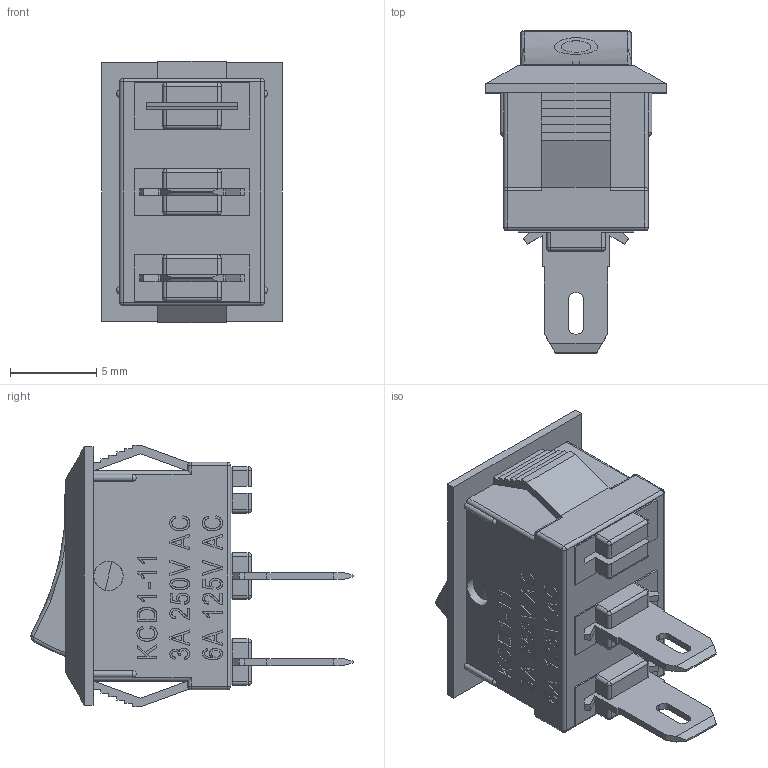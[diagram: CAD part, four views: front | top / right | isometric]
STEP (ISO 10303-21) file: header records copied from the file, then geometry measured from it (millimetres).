
FILE_DESCRIPTION(('STEP AP242'), '1');
FILE_NAME('KCD1-11', '', ('UNSPECIFIED'), ('UNSPECIFIED'), 'C3D Converter', 'C3D Toolkit', '');
FILE_SCHEMA(('AP242_MANAGED_MODEL_BASED_3D_ENGINEERING_MIM_LF { 1 0 10303 442 1 1 4 }'));
Length unit declared in the file: millimetre
Products named in the file (5): KCD1-11-3P-On; KCD1-11_Base-3P
Assembly tree (4 placements, depth 2):
  KCD1-11-3P-On
    KCD1-11_Base-3P
    (unnamed)
    (unnamed)
    (unnamed)
Bounding box: 10.5 x 18.7 x 15.2 mm (x, y, z)
Volume: 733.2 mm3; surface area: 2115.9 mm2
Topology: 7 solids, 7 shells, 1227 faces, 3428 edges, 2229 vertices
Faces by surface type: cylinder 613, plane 558, sphere 32, torus 11, bspline 11, extrusion 2
Full cylindrical faces by diameter (mm): 1 x2, 1.7 x4, 1.78 x1, 2.38 x1, 2.4 x1, 3.7 x1
Entity records: 57517 total; most frequent: CARTESIAN_POINT 15138, DIRECTION 6989, ORIENTED_EDGE 6728, EDGE_CURVE 3364, AXIS2_PLACEMENT_3D 2465, VERTEX_POINT 2217, VECTOR 2059, LINE 2057
